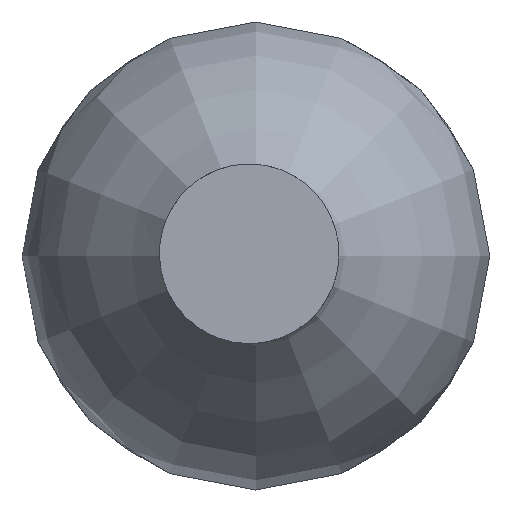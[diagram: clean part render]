
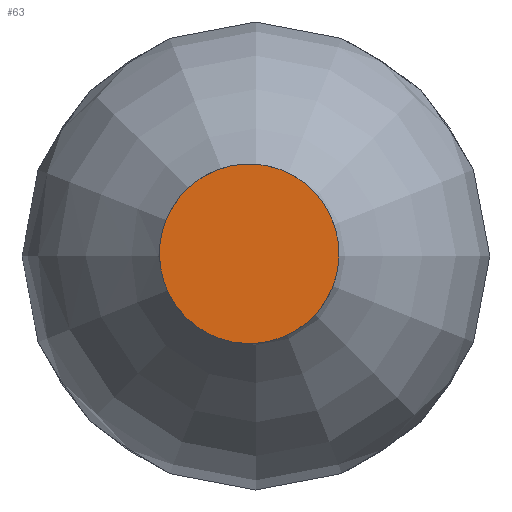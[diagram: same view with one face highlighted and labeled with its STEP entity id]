
A CAD part, top view. The second image highlights one B-rep face of the part: STEP entity #63.
In plain terms, the highlighted planar face has unit normal (0, 0, 1).
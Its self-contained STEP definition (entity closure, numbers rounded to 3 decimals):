
#63=ADVANCED_FACE('',(#75),#174,.T.);
#75=FACE_OUTER_BOUND('',#87,.T.);
#87=EDGE_LOOP('',(#105));
#105=ORIENTED_EDGE('',*,*,#136,.T.);
#136=EDGE_CURVE('',#163,#163,#155,.T.);
#155=(
BOUNDED_CURVE()
B_SPLINE_CURVE(2,(#307,#308,#309,#310,#311,#312,#313,#314,#315),
 .UNSPECIFIED.,.T.,.F.)
B_SPLINE_CURVE_WITH_KNOTS((3,2,2,2,3),(0.,3.534,7.069,
10.603,14.137),.UNSPECIFIED.)
CURVE()
GEOMETRIC_REPRESENTATION_ITEM()
RATIONAL_B_SPLINE_CURVE((1.,0.707,1.,0.707,1.,0.707,
1.,0.707,1.))
REPRESENTATION_ITEM('')
);
#163=VERTEX_POINT('',#304);
#174=PLANE('',#203);
#203=AXIS2_PLACEMENT_3D('',#275,#210,$);
#210=DIRECTION('',(0.,0.,1.));
#275=CARTESIAN_POINT('',(-71.438,-71.438,960.726));
#304=CARTESIAN_POINT('',(57.15,0.,960.726));
#307=CARTESIAN_POINT('',(57.15,0.,960.726));
#308=CARTESIAN_POINT('',(57.15,57.15,960.726));
#309=CARTESIAN_POINT('',(0.,57.15,960.726));
#310=CARTESIAN_POINT('',(-57.15,57.15,960.726));
#311=CARTESIAN_POINT('',(-57.15,0.,960.726));
#312=CARTESIAN_POINT('',(-57.15,-57.15,960.726));
#313=CARTESIAN_POINT('',(0.,-57.15,960.726));
#314=CARTESIAN_POINT('',(57.15,-57.15,960.726));
#315=CARTESIAN_POINT('',(57.15,0.,960.726));
